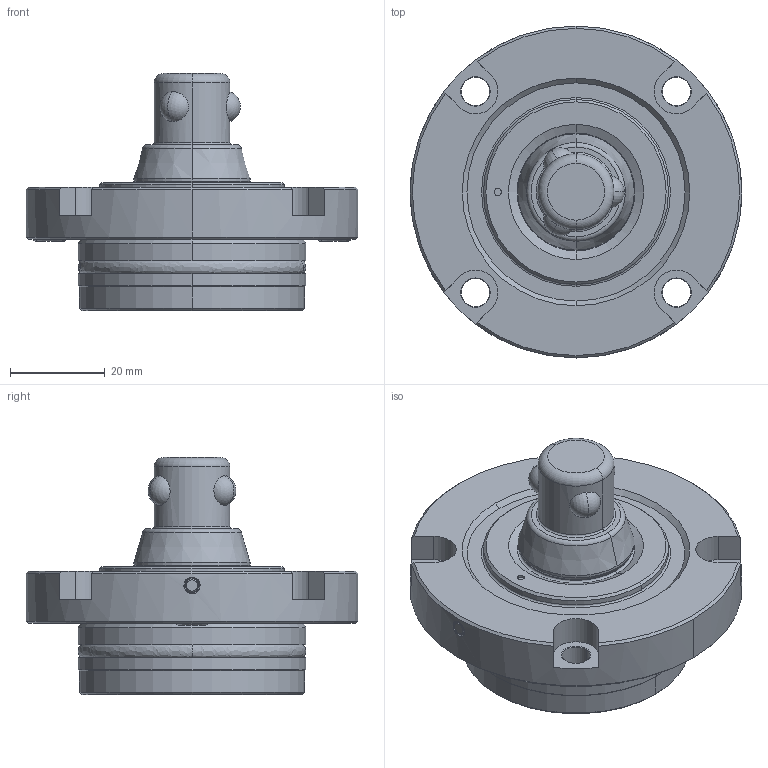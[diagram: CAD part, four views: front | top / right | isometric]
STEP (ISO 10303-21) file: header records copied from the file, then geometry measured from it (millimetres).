
FILE_DESCRIPTION (( 'STEP AP203' ), '1' );
FILE_NAME ('amwf40-w-t.STEP', '2021-10-21T07:35:42', ( '' ), ( '' ), 'SwSTEP 2.0', 'SolidWorks 2020', '' );
FILE_SCHEMA (( 'CONFIG_CONTROL_DESIGN' ));
Length unit declared in the file: millimetre
Products named in the file (1): amwf40-w-t
Bounding box: 70 x 70 x 50 mm (x, y, z)
Volume: 68600.3 mm3; surface area: 15430.9 mm2
Topology: 1 solids, 1 shells, 186 faces, 427 edges, 267 vertices
Faces by surface type: cylinder 64, cone 51, plane 39, torus 16, bspline 10, sphere 6
Entity records: 5802 total; most frequent: CARTESIAN_POINT 1377, DIRECTION 1005, ORIENTED_EDGE 854, AXIS2_PLACEMENT_3D 429, EDGE_CURVE 427, VERTEX_POINT 267, CIRCLE 252, EDGE_LOOP 218
